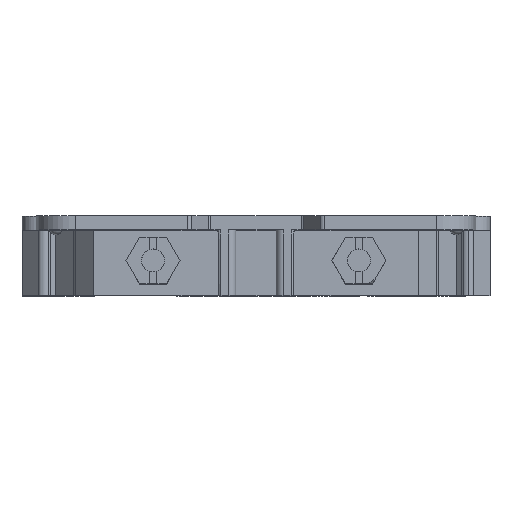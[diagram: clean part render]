
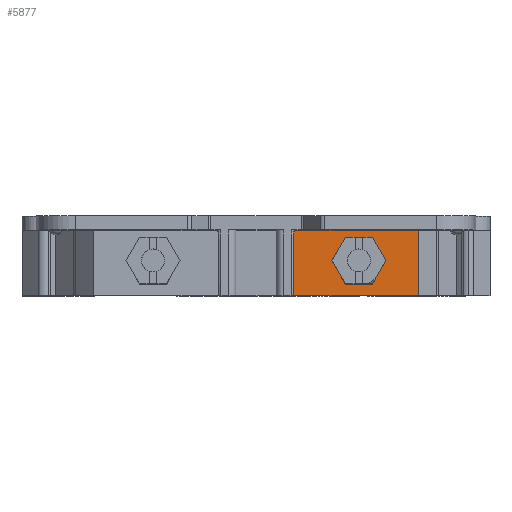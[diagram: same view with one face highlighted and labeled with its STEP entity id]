
A CAD part, top view. The second image highlights one B-rep face of the part: STEP entity #5877.
In plain terms, the highlighted planar face has unit normal (0, 0, 1).
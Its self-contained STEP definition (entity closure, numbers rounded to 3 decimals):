
#99=ELLIPSE('',#6235,2.837,2.837);
#100=ELLIPSE('',#6236,2.837,2.837);
#101=ELLIPSE('',#6237,2.837,2.837);
#102=ELLIPSE('',#6238,2.837,2.837);
#103=ELLIPSE('',#6239,2.837,2.837);
#104=ELLIPSE('',#6240,2.837,2.837);
#982=ORIENTED_EDGE('',*,*,#2011,.T.);
#983=ORIENTED_EDGE('',*,*,#1877,.T.);
#984=ORIENTED_EDGE('',*,*,#1706,.T.);
#985=ORIENTED_EDGE('',*,*,#1695,.F.);
#986=ORIENTED_EDGE('',*,*,#2012,.F.);
#987=ORIENTED_EDGE('',*,*,#2013,.T.);
#988=ORIENTED_EDGE('',*,*,#2014,.F.);
#989=ORIENTED_EDGE('',*,*,#2015,.T.);
#990=ORIENTED_EDGE('',*,*,#2016,.F.);
#991=ORIENTED_EDGE('',*,*,#2017,.T.);
#992=ORIENTED_EDGE('',*,*,#2018,.F.);
#993=ORIENTED_EDGE('',*,*,#2019,.T.);
#994=ORIENTED_EDGE('',*,*,#2020,.F.);
#995=ORIENTED_EDGE('',*,*,#2021,.T.);
#996=ORIENTED_EDGE('',*,*,#2022,.F.);
#997=ORIENTED_EDGE('',*,*,#2023,.T.);
#1695=EDGE_CURVE('',#2332,#2333,#2721,.T.);
#1706=EDGE_CURVE('',#2340,#2333,#2729,.F.);
#1877=EDGE_CURVE('',#2506,#2340,#2831,.T.);
#2011=EDGE_CURVE('',#2332,#2506,#2939,.T.);
#2012=EDGE_CURVE('',#2553,#2554,#99,.F.);
#2013=EDGE_CURVE('',#2553,#2555,#2940,.T.);
#2014=EDGE_CURVE('',#2556,#2555,#100,.F.);
#2015=EDGE_CURVE('',#2556,#2557,#2941,.T.);
#2016=EDGE_CURVE('',#2558,#2557,#101,.F.);
#2017=EDGE_CURVE('',#2558,#2559,#2942,.T.);
#2018=EDGE_CURVE('',#2560,#2559,#102,.F.);
#2019=EDGE_CURVE('',#2560,#2561,#2943,.T.);
#2020=EDGE_CURVE('',#2562,#2561,#103,.F.);
#2021=EDGE_CURVE('',#2562,#2563,#2944,.T.);
#2022=EDGE_CURVE('',#2564,#2563,#104,.F.);
#2023=EDGE_CURVE('',#2564,#2554,#2945,.T.);
#2332=VERTEX_POINT('',#7828);
#2333=VERTEX_POINT('',#7830);
#2340=VERTEX_POINT('',#7854);
#2506=VERTEX_POINT('',#8213);
#2553=VERTEX_POINT('',#8557);
#2554=VERTEX_POINT('',#8558);
#2555=VERTEX_POINT('',#8560);
#2556=VERTEX_POINT('',#8562);
#2557=VERTEX_POINT('',#8564);
#2558=VERTEX_POINT('',#8566);
#2559=VERTEX_POINT('',#8568);
#2560=VERTEX_POINT('',#8570);
#2561=VERTEX_POINT('',#8572);
#2562=VERTEX_POINT('',#8574);
#2563=VERTEX_POINT('',#8576);
#2564=VERTEX_POINT('',#8578);
#2721=LINE('',#7829,#3164);
#2729=LINE('',#7853,#3172);
#2831=LINE('',#8212,#3274);
#2939=LINE('',#8555,#3382);
#2940=LINE('',#8559,#3383);
#2941=LINE('',#8563,#3384);
#2942=LINE('',#8567,#3385);
#2943=LINE('',#8571,#3386);
#2944=LINE('',#8575,#3387);
#2945=LINE('',#8579,#3388);
#3164=VECTOR('',#6558,1000.);
#3172=VECTOR('',#6576,1000.);
#3274=VECTOR('',#6828,1000.);
#3382=VECTOR('',#7128,1000.);
#3383=VECTOR('',#7131,1000.);
#3384=VECTOR('',#7134,1000.);
#3385=VECTOR('',#7137,1000.);
#3386=VECTOR('',#7140,1000.);
#3387=VECTOR('',#7143,1000.);
#3388=VECTOR('',#7146,1000.);
#3639=EDGE_LOOP('',(#982,#983,#984,#985));
#3640=EDGE_LOOP('',(#986,#987,#988,#989,#990,#991,#992,#993,#994,#995,#996,
#997));
#3885=FACE_BOUND('',#3639,.T.);
#3886=FACE_BOUND('',#3640,.T.);
#4087=PLANE('',#6234);
#5877=ADVANCED_FACE('',(#3885,#3886),#4087,.F.);
#6234=AXIS2_PLACEMENT_3D('',#8554,#7126,#7127);
#6235=AXIS2_PLACEMENT_3D('',#8556,#7129,#7130);
#6236=AXIS2_PLACEMENT_3D('',#8561,#7132,#7133);
#6237=AXIS2_PLACEMENT_3D('',#8565,#7135,#7136);
#6238=AXIS2_PLACEMENT_3D('',#8569,#7138,#7139);
#6239=AXIS2_PLACEMENT_3D('',#8573,#7141,#7142);
#6240=AXIS2_PLACEMENT_3D('',#8577,#7144,#7145);
#6558=DIRECTION('',(-1.,0.,0.));
#6576=DIRECTION('',(0.,1.,0.));
#6828=DIRECTION('',(-1.,0.,0.));
#7126=DIRECTION('',(0.,0.,-1.));
#7127=DIRECTION('',(-1.,0.,0.));
#7128=DIRECTION('',(0.,1.,0.));
#7129=DIRECTION('',(0.,0.,-1.));
#7130=DIRECTION('',(-1.,0.,0.));
#7131=DIRECTION('',(0.5,-0.866,0.));
#7132=DIRECTION('',(0.,0.,-1.));
#7133=DIRECTION('',(-1.,0.,0.));
#7134=DIRECTION('',(-0.5,-0.866,0.));
#7135=DIRECTION('',(0.,0.,-1.));
#7136=DIRECTION('',(-1.,0.,0.));
#7137=DIRECTION('',(-1.,0.,0.));
#7138=DIRECTION('',(0.,0.,-1.));
#7139=DIRECTION('',(-1.,0.,0.));
#7140=DIRECTION('',(-0.5,0.866,0.));
#7141=DIRECTION('',(0.,0.,-1.));
#7142=DIRECTION('',(-1.,0.,0.));
#7143=DIRECTION('',(0.5,0.866,0.));
#7144=DIRECTION('',(0.,0.,-1.));
#7145=DIRECTION('',(-1.,0.,0.));
#7146=DIRECTION('',(1.,0.,0.));
#7828=CARTESIAN_POINT('',(17.724,-8.5,4.474));
#7829=CARTESIAN_POINT('',(17.724,-8.5,4.474));
#7830=CARTESIAN_POINT('',(3.861,-8.5,4.474));
#7853=CARTESIAN_POINT('',(3.861,-8.5,4.474));
#7854=CARTESIAN_POINT('',(3.861,-1.5,4.474));
#8212=CARTESIAN_POINT('',(-15.539,-1.5,4.474));
#8213=CARTESIAN_POINT('',(17.724,-1.5,4.474));
#8554=CARTESIAN_POINT('',(17.724,-8.5,4.474));
#8555=CARTESIAN_POINT('',(17.724,-8.5,4.474));
#8556=CARTESIAN_POINT('',(11.359,-4.75,4.474));
#8557=CARTESIAN_POINT('',(12.853,-2.339,4.474));
#8558=CARTESIAN_POINT('',(12.7,-2.25,4.474));
#8559=CARTESIAN_POINT('',(14.245,-4.75,4.474));
#8560=CARTESIAN_POINT('',(14.194,-4.661,4.474));
#8561=CARTESIAN_POINT('',(11.359,-4.75,4.474));
#8562=CARTESIAN_POINT('',(14.194,-4.839,4.474));
#8563=CARTESIAN_POINT('',(12.802,-7.25,4.474));
#8564=CARTESIAN_POINT('',(12.853,-7.161,4.474));
#8565=CARTESIAN_POINT('',(11.359,-4.75,4.474));
#8566=CARTESIAN_POINT('',(12.7,-7.25,4.474));
#8567=CARTESIAN_POINT('',(9.915,-7.25,4.474));
#8568=CARTESIAN_POINT('',(10.018,-7.25,4.474));
#8569=CARTESIAN_POINT('',(11.359,-4.75,4.474));
#8570=CARTESIAN_POINT('',(9.864,-7.161,4.474));
#8571=CARTESIAN_POINT('',(8.472,-4.75,4.474));
#8572=CARTESIAN_POINT('',(8.523,-4.839,4.474));
#8573=CARTESIAN_POINT('',(11.359,-4.75,4.474));
#8574=CARTESIAN_POINT('',(8.523,-4.661,4.474));
#8575=CARTESIAN_POINT('',(9.915,-2.25,4.474));
#8576=CARTESIAN_POINT('',(9.864,-2.339,4.474));
#8577=CARTESIAN_POINT('',(11.359,-4.75,4.474));
#8578=CARTESIAN_POINT('',(10.018,-2.25,4.474));
#8579=CARTESIAN_POINT('',(12.802,-2.25,4.474));
